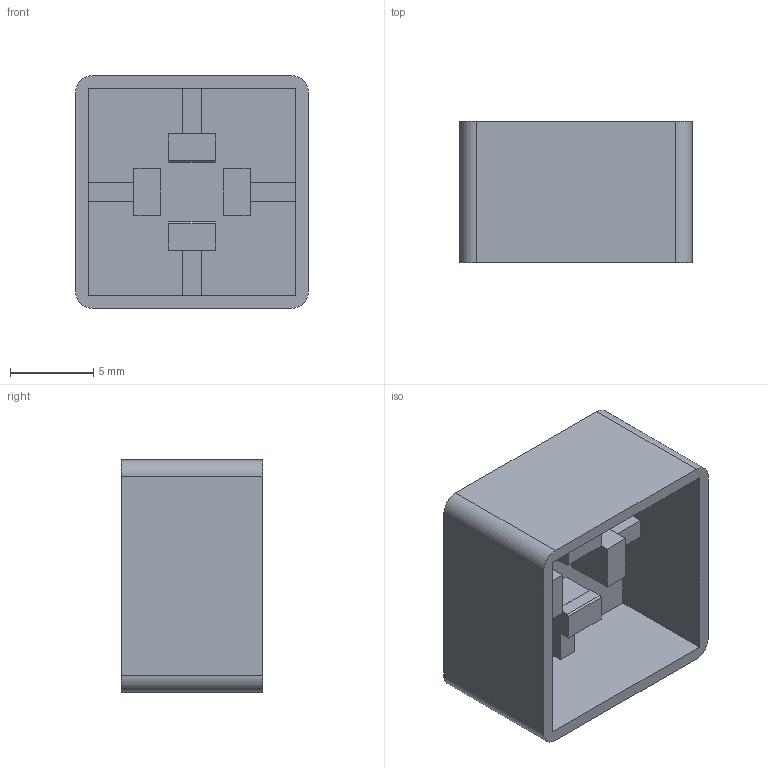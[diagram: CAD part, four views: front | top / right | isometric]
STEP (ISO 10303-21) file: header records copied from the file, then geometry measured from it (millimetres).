
FILE_DESCRIPTION(/* description */ (''),/* implementation_level */ '2;1');
FILE_NAME(/* name */ 'freccia v1.step',/* time_stamp */ '2023-03-03T22:24:22+01:00',/* author */ (''),/* organization */ (''),/* preprocessor_version */ 'ST-DEVELOPER v19.2',/* originating_system */ 'Autodesk Translation Framework v11.17.0.187',/* authorisation */ '');
FILE_SCHEMA (('AUTOMOTIVE_DESIGN { 1 0 10303 214 3 1 1 }'));
Length unit declared in the file: millimetre
Products named in the file (1): freccia2
Bounding box: 14 x 8.5 x 14 mm (x, y, z)
Volume: 681.9 mm3; surface area: 1351.7 mm2
Topology: 1 solids, 1 shells, 63 faces, 177 edges, 118 vertices
Faces by surface type: plane 59, cylinder 4
Entity records: 2032 total; most frequent: CARTESIAN_POINT 359, ORIENTED_EDGE 354, DIRECTION 313, EDGE_CURVE 177, LINE 169, VECTOR 169, VERTEX_POINT 118, AXIS2_PLACEMENT_3D 72
